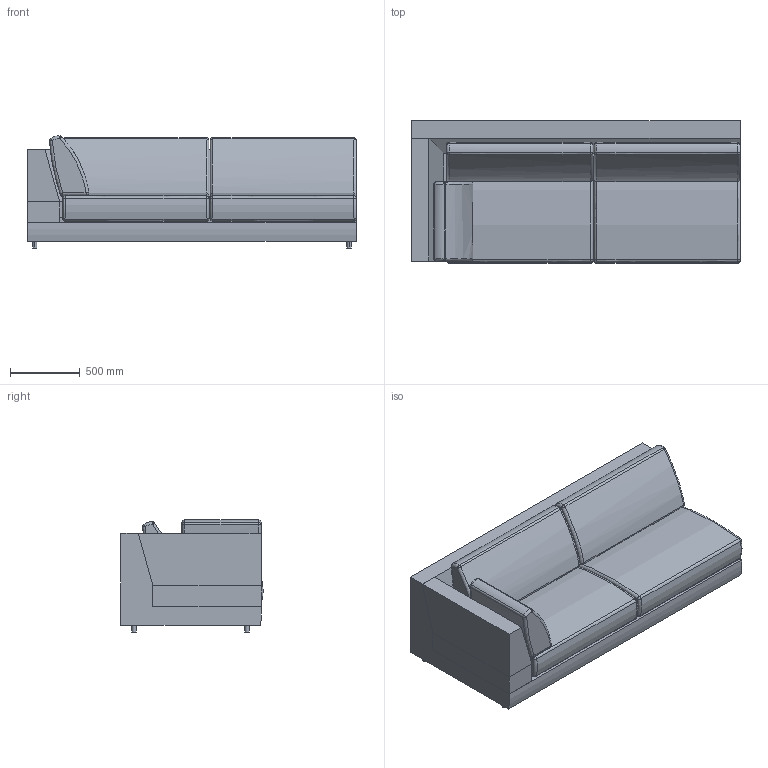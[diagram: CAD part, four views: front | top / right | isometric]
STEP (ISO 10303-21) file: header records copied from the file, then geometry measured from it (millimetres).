
FILE_DESCRIPTION(/* description */ (''),/* implementation_level */ '2;1');
FILE_NAME(/* name */ '800 Fashion angolo 238',/* time_stamp */ '2013-11-14T15:29:08+01:00',/* author */ (''),/* organization */ (''),/* preprocessor_version */ 'ST-DEVELOPER v10',/* originating_system */ '',/* authorisation */ '');
FILE_SCHEMA (('CONFIG_CONTROL_DESIGN'));
Length unit declared in the file: millimetre
Products named in the file (1): 1
Bounding box: 2360 x 1020.59 x 805.04 mm (x, y, z)
Volume: 588117371.7 mm3; surface area: 17441880.2 mm2
Topology: 10 solids, 11 shells, 167 faces, 311 edges, 165 vertices
Faces by surface type: bspline 167
Entity records: 6077 total; most frequent: CARTESIAN_POINT 4269, ORIENTED_EDGE 620, EDGE_CURVE 311, ADVANCED_FACE 167, FACE_OUTER_BOUND 167, EDGE_LOOP 167, VERTEX_POINT 166, B_SPLINE_CURVE_WITH_KNOTS 53
